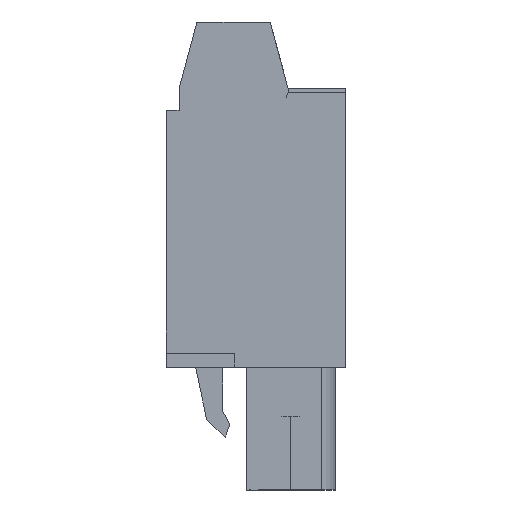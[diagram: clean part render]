
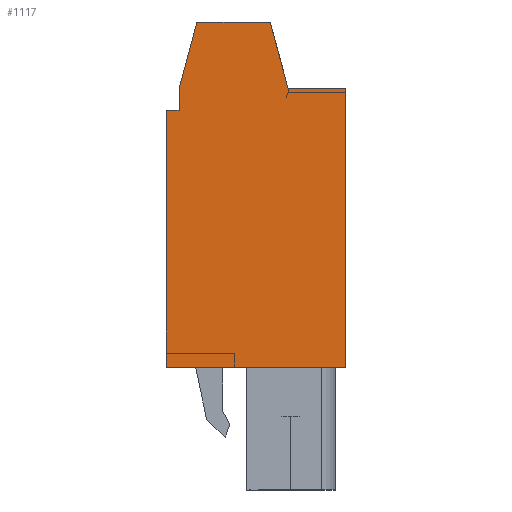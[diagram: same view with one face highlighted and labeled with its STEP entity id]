
A CAD part, left-side view. The second image highlights one B-rep face of the part: STEP entity #1117.
In plain terms, the highlighted planar face has unit normal (-1, 0, 0).
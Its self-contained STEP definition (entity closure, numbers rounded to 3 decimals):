
#1057=AXIS2_PLACEMENT_3D('Plane Axis2P3D',#1054,#1055,#1056) ;
#49=CARTESIAN_POINT('Vertex',(0.,12.2,25.8)) ;
#52=CARTESIAN_POINT('Line Origine',(0.,11.763,25.8)) ;
#56=CARTESIAN_POINT('Vertex',(0.,11.325,25.8)) ;
#916=CARTESIAN_POINT('Line Origine',(0.,11.325,26.55)) ;
#920=CARTESIAN_POINT('Vertex',(0.,11.325,27.3)) ;
#1054=CARTESIAN_POINT('Axis2P3D Location',(0.,-0.45,0.)) ;
#1059=CARTESIAN_POINT('Line Origine',(0.,6.1,8.35)) ;
#1063=CARTESIAN_POINT('Vertex',(0.,12.2,8.35)) ;
#1065=CARTESIAN_POINT('Vertex',(0.,0.,8.35)) ;
#1068=CARTESIAN_POINT('Line Origine',(0.,0.,17.825)) ;
#1072=CARTESIAN_POINT('Vertex',(0.,0.,27.3)) ;
#1075=CARTESIAN_POINT('Line Origine',(0.,1.963,27.3)) ;
#1079=CARTESIAN_POINT('Vertex',(0.,3.925,27.3)) ;
#1082=CARTESIAN_POINT('Line Origine',(0.,4.528,29.55)) ;
#1086=CARTESIAN_POINT('Vertex',(0.,5.131,31.8)) ;
#1089=CARTESIAN_POINT('Line Origine',(0.,7.625,31.8)) ;
#1093=CARTESIAN_POINT('Vertex',(0.,10.119,31.8)) ;
#1096=CARTESIAN_POINT('Line Origine',(0.,10.722,29.55)) ;
#1101=CARTESIAN_POINT('Line Origine',(0.,12.2,17.075)) ;
#53=DIRECTION('Vector Direction',(0.,1.,0.)) ;
#917=DIRECTION('Vector Direction',(0.,0.,-1.)) ;
#1055=DIRECTION('Axis2P3D Direction',(-1.,0.,0.)) ;
#1056=DIRECTION('Axis2P3D XDirection',(0.,0.,1.)) ;
#1060=DIRECTION('Vector Direction',(0.,-1.,0.)) ;
#1069=DIRECTION('Vector Direction',(0.,0.,1.)) ;
#1076=DIRECTION('Vector Direction',(0.,1.,0.)) ;
#1083=DIRECTION('Vector Direction',(0.,0.259,0.966)) ;
#1090=DIRECTION('Vector Direction',(0.,1.,0.)) ;
#1097=DIRECTION('Vector Direction',(0.,0.259,-0.966)) ;
#1102=DIRECTION('Vector Direction',(0.,0.,-1.)) ;
#54=VECTOR('Line Direction',#53,1.) ;
#918=VECTOR('Line Direction',#917,1.) ;
#1061=VECTOR('Line Direction',#1060,1.) ;
#1070=VECTOR('Line Direction',#1069,1.) ;
#1077=VECTOR('Line Direction',#1076,1.) ;
#1084=VECTOR('Line Direction',#1083,1.) ;
#1091=VECTOR('Line Direction',#1090,1.) ;
#1098=VECTOR('Line Direction',#1097,1.) ;
#1103=VECTOR('Line Direction',#1102,1.) ;
#1107=ORIENTED_EDGE('',*,*,#1067,.T.) ;
#1108=ORIENTED_EDGE('',*,*,#1074,.T.) ;
#1109=ORIENTED_EDGE('',*,*,#1081,.T.) ;
#1110=ORIENTED_EDGE('',*,*,#1088,.T.) ;
#1111=ORIENTED_EDGE('',*,*,#1095,.T.) ;
#1112=ORIENTED_EDGE('',*,*,#1100,.T.) ;
#1113=ORIENTED_EDGE('',*,*,#922,.T.) ;
#1114=ORIENTED_EDGE('',*,*,#58,.T.) ;
#1115=ORIENTED_EDGE('',*,*,#1105,.T.) ;
#1117=ADVANCED_FACE('HOUSING',(#1116),#1058,.T.) ;
#58=EDGE_CURVE('',#57,#50,#55,.T.) ;
#922=EDGE_CURVE('',#921,#57,#919,.T.) ;
#1067=EDGE_CURVE('',#1064,#1066,#1062,.T.) ;
#1074=EDGE_CURVE('',#1066,#1073,#1071,.T.) ;
#1081=EDGE_CURVE('',#1073,#1080,#1078,.T.) ;
#1088=EDGE_CURVE('',#1080,#1087,#1085,.T.) ;
#1095=EDGE_CURVE('',#1087,#1094,#1092,.T.) ;
#1100=EDGE_CURVE('',#1094,#921,#1099,.T.) ;
#1105=EDGE_CURVE('',#50,#1064,#1104,.T.) ;
#1106=EDGE_LOOP('',(#1107,#1108,#1109,#1110,#1111,#1112,#1113,#1114,#1115)) ;
#1116=FACE_OUTER_BOUND('',#1106,.T.) ;
#55=LINE('Line',#52,#54) ;
#919=LINE('Line',#916,#918) ;
#1062=LINE('Line',#1059,#1061) ;
#1071=LINE('Line',#1068,#1070) ;
#1078=LINE('Line',#1075,#1077) ;
#1085=LINE('Line',#1082,#1084) ;
#1092=LINE('Line',#1089,#1091) ;
#1099=LINE('Line',#1096,#1098) ;
#1104=LINE('Line',#1101,#1103) ;
#1058=PLANE('',#1057) ;
#50=VERTEX_POINT('',#49) ;
#57=VERTEX_POINT('',#56) ;
#921=VERTEX_POINT('',#920) ;
#1064=VERTEX_POINT('',#1063) ;
#1066=VERTEX_POINT('',#1065) ;
#1073=VERTEX_POINT('',#1072) ;
#1080=VERTEX_POINT('',#1079) ;
#1087=VERTEX_POINT('',#1086) ;
#1094=VERTEX_POINT('',#1093) ;
